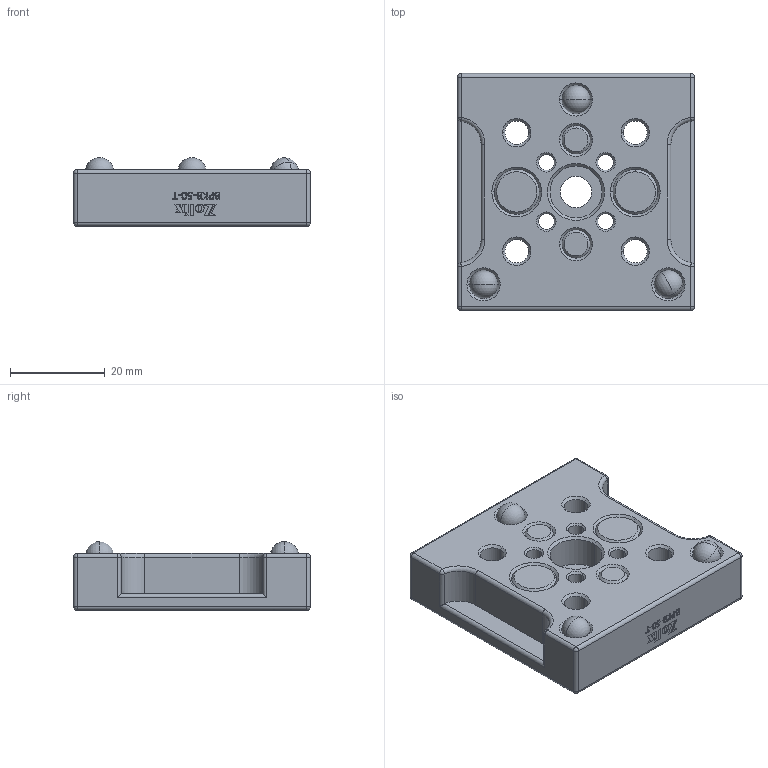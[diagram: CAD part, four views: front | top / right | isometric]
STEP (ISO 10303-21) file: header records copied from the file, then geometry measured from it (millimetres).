
FILE_DESCRIPTION (( 'STEP AP203' ), '1' );
FILE_NAME ('BPKB-50-T.STEP', '2025-10-14T02:33:04', ( '' ), ( '' ), 'SwSTEP 2.0', 'SolidWorks 2020', '' );
FILE_SCHEMA (( 'CONFIG_CONTROL_DESIGN' ));
Length unit declared in the file: millimetre
Products named in the file (1): BPKB-50-T
Bounding box: 50 x 50 x 14.5 mm (x, y, z)
Volume: 25265.1 mm3; surface area: 10491.2 mm2
Topology: 8 solids, 8 shells, 847 faces, 2224 edges, 1434 vertices
Faces by surface type: plane 416, bspline 263, cylinder 76, cone 64, sphere 24, torus 4
Entity records: 34932 total; most frequent: CARTESIAN_POINT 16466, ORIENTED_EDGE 4388, DIRECTION 2724, EDGE_CURVE 2194, VERTEX_POINT 1428, VECTOR 1078, LINE 1078, EDGE_LOOP 930
